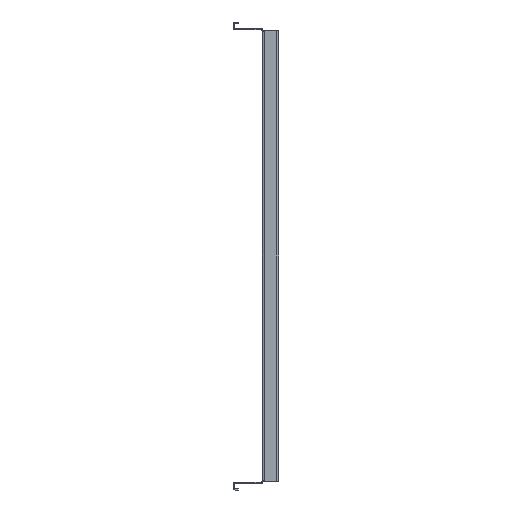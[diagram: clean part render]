
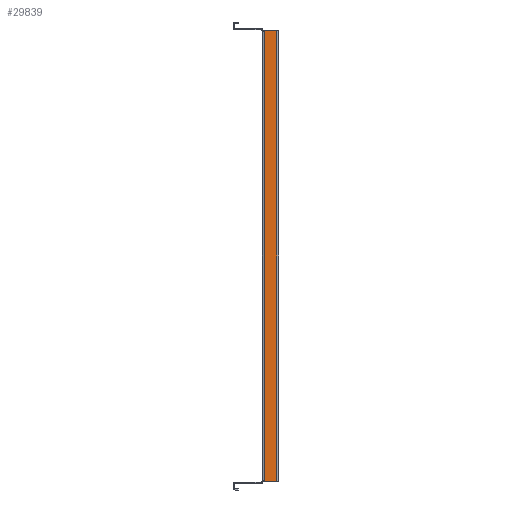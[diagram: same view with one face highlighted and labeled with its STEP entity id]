
A CAD part, left-side view. The second image highlights one B-rep face of the part: STEP entity #29839.
In plain terms, the highlighted planar face has unit normal (-1, 0, 0).
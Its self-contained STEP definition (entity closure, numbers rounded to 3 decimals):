
#768 = DIRECTION ( 'NONE',  ( 0., 0., 1. ) ) ;
#881 = CARTESIAN_POINT ( 'NONE',  ( -380., 0., 443. ) ) ;
#1025 = CARTESIAN_POINT ( 'NONE',  ( -380., -4., -443. ) ) ;
#1617 = DIRECTION ( 'NONE',  ( 0., -1., 0. ) ) ;
#2069 = VERTEX_POINT ( 'NONE', #18466 ) ;
#2159 = DIRECTION ( 'NONE',  ( 0., 1., 0. ) ) ;
#2574 = CARTESIAN_POINT ( 'NONE',  ( -380., -29., -443. ) ) ;
#3086 = EDGE_CURVE ( 'NONE', #4764, #5166, #12703, .T. ) ;
#4764 = VERTEX_POINT ( 'NONE', #2574 ) ;
#5005 = LINE ( 'NONE', #881, #30995 ) ;
#5094 = EDGE_CURVE ( 'NONE', #24309, #4764, #9140, .T. ) ;
#5166 = VERTEX_POINT ( 'NONE', #21279 ) ;
#7715 = PLANE ( 'NONE',  #13830 ) ;
#9140 = LINE ( 'NONE', #13874, #25920 ) ;
#10226 = CARTESIAN_POINT ( 'NONE',  ( -380., 0., 0. ) ) ;
#11026 = DIRECTION ( 'NONE',  ( 0., 0., -1. ) ) ;
#12703 = LINE ( 'NONE', #25454, #14195 ) ;
#13830 = AXIS2_PLACEMENT_3D ( 'NONE', #10226, #14791, #17322 ) ;
#13874 = CARTESIAN_POINT ( 'NONE',  ( -380., 0., -443. ) ) ;
#14195 = VECTOR ( 'NONE', #768, 1000. ) ;
#14791 = DIRECTION ( 'NONE',  ( -1., 0., 0. ) ) ;
#14950 = FACE_OUTER_BOUND ( 'NONE', #24295, .T. ) ;
#15996 = ORIENTED_EDGE ( 'NONE', *, *, #3086, .T. ) ;
#16356 = ORIENTED_EDGE ( 'NONE', *, *, #23670, .T. ) ;
#17322 = DIRECTION ( 'NONE',  ( 0., -1., 0. ) ) ;
#18080 = EDGE_CURVE ( 'NONE', #5166, #2069, #5005, .T. ) ;
#18466 = CARTESIAN_POINT ( 'NONE',  ( -380., -4., 443. ) ) ;
#20971 = ORIENTED_EDGE ( 'NONE', *, *, #18080, .T. ) ;
#21279 = CARTESIAN_POINT ( 'NONE',  ( -380., -29., 443. ) ) ;
#22550 = CARTESIAN_POINT ( 'NONE',  ( -380., -4., 0. ) ) ;
#23670 = EDGE_CURVE ( 'NONE', #2069, #24309, #25202, .T. ) ;
#24295 = EDGE_LOOP ( 'NONE', ( #29192, #15996, #20971, #16356 ) ) ;
#24309 = VERTEX_POINT ( 'NONE', #1025 ) ;
#25202 = LINE ( 'NONE', #22550, #29072 ) ;
#25454 = CARTESIAN_POINT ( 'NONE',  ( -380., -29., -443. ) ) ;
#25920 = VECTOR ( 'NONE', #1617, 1000. ) ;
#29072 = VECTOR ( 'NONE', #11026, 1000. ) ;
#29192 = ORIENTED_EDGE ( 'NONE', *, *, #5094, .T. ) ;
#29839 = ADVANCED_FACE ( 'NONE', ( #14950 ), #7715, .T. ) ;
#30995 = VECTOR ( 'NONE', #2159, 1000. ) ;
